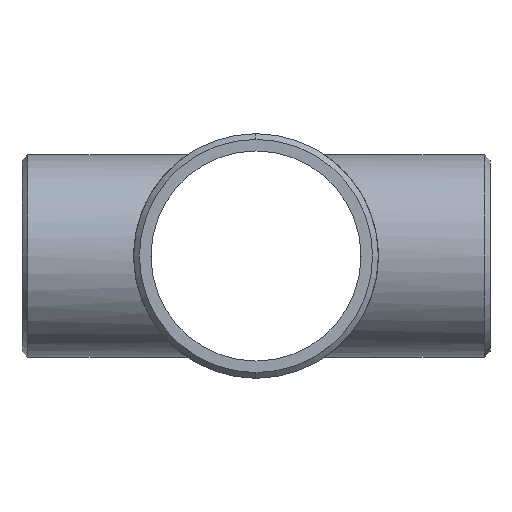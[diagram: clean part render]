
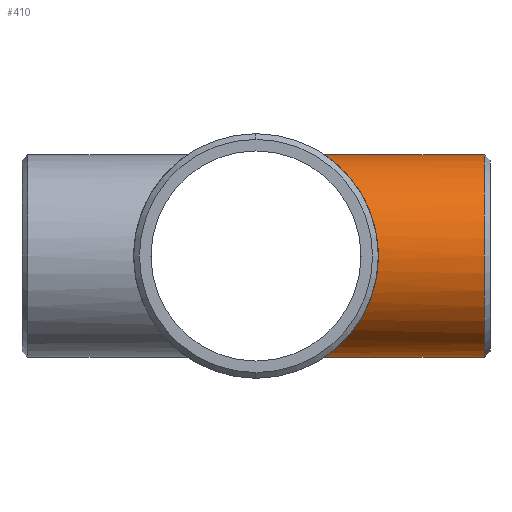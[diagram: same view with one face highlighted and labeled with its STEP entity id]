
A CAD part, left-side view. The second image highlights one B-rep face of the part: STEP entity #410.
In plain terms, the highlighted cylindrical face has radius 30.226 mm (diameter 60.452 mm), a partial arc.
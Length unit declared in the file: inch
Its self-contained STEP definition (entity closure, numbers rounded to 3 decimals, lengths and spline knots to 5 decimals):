
#27 = CARTESIAN_POINT ( 'NONE',  ( -0.37674, -0.88992, 1.12896 ) ) ;
#29 = CARTESIAN_POINT ( 'NONE',  ( 0., -0.80642, -1.19 ) ) ;
#33 = CARTESIAN_POINT ( 'NONE',  ( -0.93292, -1.23284, 0.74258 ) ) ;
#35 = CARTESIAN_POINT ( 'NONE',  ( -0.16462, -0.82281, 1.17874 ) ) ;
#37 = VERTEX_POINT ( 'NONE', #29 ) ;
#39 = CARTESIAN_POINT ( 'NONE',  ( -1.1901, -1.43758, -0.03839 ) ) ;
#43 = VERTEX_POINT ( 'NONE', #517 ) ;
#47 = CARTESIAN_POINT ( 'NONE',  ( -1.05959, -1.33142, -0.54743 ) ) ;
#60 = ORIENTED_EDGE ( 'NONE', *, *, #490, .F. ) ;
#85 = CARTESIAN_POINT ( 'NONE',  ( 0., -2.68233, -1.19 ) ) ;
#121 = CARTESIAN_POINT ( 'NONE',  ( -0.08398, -0.81051, -1.18722 ) ) ;
#123 = EDGE_CURVE ( 'NONE', #43, #37, #462, .T. ) ;
#129 = CARTESIAN_POINT ( 'NONE',  ( -0.95586, -1.25057, -0.70907 ) ) ;
#130 = CARTESIAN_POINT ( 'NONE',  ( 0., -2.75, -1.19 ) ) ;
#131 = CARTESIAN_POINT ( 'NONE',  ( -0.0826, -0.80962, 1.18784 ) ) ;
#135 = CARTESIAN_POINT ( 'NONE',  ( -0.43093, -0.91419, 1.1094 ) ) ;
#137 = CARTESIAN_POINT ( 'NONE',  ( -0.20501, -0.83183, 1.17239 ) ) ;
#141 = CARTESIAN_POINT ( 'NONE',  ( -0.50102, -0.9489, 1.08005 ) ) ;
#147 = CARTESIAN_POINT ( 'NONE',  ( -1.17833, -1.42785, 0.16753 ) ) ;
#186 = CIRCLE ( 'NONE', #585, 1.19 ) ;
#190 = DIRECTION ( 'NONE',  ( 0., 0., -1. ) ) ;
#222 = CARTESIAN_POINT ( 'NONE',  ( -0.96712, -1.2592, -0.69365 ) ) ;
#228 = CARTESIAN_POINT ( 'NONE',  ( -1.05593, -1.32859, 0.55011 ) ) ;
#234 = CARTESIAN_POINT ( 'NONE',  ( -0.53454, -0.96713, 1.06383 ) ) ;
#241 = CARTESIAN_POINT ( 'NONE',  ( -0.34171, -0.87566, -1.14005 ) ) ;
#247 = CARTESIAN_POINT ( 'NONE',  ( -1.18989, -1.43741, 0.0443 ) ) ;
#298 = CYLINDRICAL_SURFACE ( 'NONE', #436, 1.19 ) ;
#318 = CARTESIAN_POINT ( 'NONE',  ( -0.28349, -0.85398, 1.15643 ) ) ;
#323 = CARTESIAN_POINT ( 'NONE',  ( -0.39737, -0.89837, -1.12237 ) ) ;
#329 = CARTESIAN_POINT ( 'NONE',  ( -0.44873, -0.92274, 1.10231 ) ) ;
#333 = ORIENTED_EDGE ( 'NONE', *, *, #343, .T. ) ;
#335 = CARTESIAN_POINT ( 'NONE',  ( -0.02104, -0.80642, -1.19 ) ) ;
#340 = CARTESIAN_POINT ( 'NONE',  ( -0.85976, -1.17863, -0.82357 ) ) ;
#343 = EDGE_CURVE ( 'NONE', #477, #43, #760, .T. ) ;
#347 = CARTESIAN_POINT ( 'NONE',  ( -0.93285, -1.23307, -0.73909 ) ) ;
#353 = VERTEX_POINT ( 'NONE', #85 ) ;
#410 = ADVANCED_FACE ( 'NONE', ( #500 ), #298, .T. ) ;
#425 = CARTESIAN_POINT ( 'NONE',  ( -0.80567, -1.13977, 0.87656 ) ) ;
#431 = CARTESIAN_POINT ( 'NONE',  ( -0.78109, -1.12208, -0.90078 ) ) ;
#436 = AXIS2_PLACEMENT_3D ( 'NONE', #885, #1263, #493 ) ;
#439 = CARTESIAN_POINT ( 'NONE',  ( -1.12137, -1.3812, -0.40034 ) ) ;
#444 = CARTESIAN_POINT ( 'NONE',  ( -1.1795, -1.42882, -0.16318 ) ) ;
#449 = CARTESIAN_POINT ( 'NONE',  ( -1.02168, -1.30129, -0.61494 ) ) ;
#451 = LINE ( 'NONE', #130, #761 ) ;
#462 = B_SPLINE_CURVE_WITH_KNOTS ( 'NONE', 3,
 ( #1015, #1194, #131, #533, #35, #137, #538, #318, #537, #27, #1127, #135, #329, #141, #234, #1120, #921, #1033, #727, #529, #425, #543, #33, #837, #709, #228, #1204, #717, #1218, #1110, #622, #147, #828, #1013, #247, #39, #1025, #444, #1224, #926, #1105, #439, #911, #47, #449, #222, #129, #347, #734, #917, #340, #431, #642, #815, #933, #548, #323, #241, #1115, #616, #722, #629, #1210, #1005, #121, #523, #335, #1019 ),
 .UNSPECIFIED., .F., .F.,
 ( 4, 2, 2, 2, 2, 2, 2, 2, 2, 2, 2, 2, 2, 2, 2, 2, 2, 2, 2, 2, 2, 2, 2, 2, 2, 2, 2, 2, 2, 2, 2, 2, 2, 4 ),
 ( 0.10093, 0.10408, 0.10566, 0.10724, 0.11039, 0.11197, 0.11354, 0.1167, 0.11985, 0.123, 0.12615, 0.13246, 0.13561, 0.13877, 0.14507, 0.14665, 0.14822, 0.15138, 0.15453, 0.15768, 0.16084, 0.16399, 0.17029, 0.17187, 0.17345, 0.1766, 0.1829, 0.18921, 0.19236, 0.19394, 0.19552, 0.19867, 0.20025, 0.20182 ),
 .UNSPECIFIED. ) ;
#477 = VERTEX_POINT ( 'NONE', #723 ) ;
#490 = EDGE_CURVE ( 'NONE', #353, #37, #451, .T. ) ;
#493 = DIRECTION ( 'NONE',  ( 0., 0., -1. ) ) ;
#500 = FACE_OUTER_BOUND ( 'NONE', #1202, .T. ) ;
#517 = CARTESIAN_POINT ( 'NONE',  ( 0., -0.80642, 1.19 ) ) ;
#523 = CARTESIAN_POINT ( 'NONE',  ( -0.04208, -0.80724, -1.18944 ) ) ;
#528 = CARTESIAN_POINT ( 'NONE',  ( 0., -2.68233, 0. ) ) ;
#529 = CARTESIAN_POINT ( 'NONE',  ( -0.77794, -1.12029, 0.90125 ) ) ;
#533 = CARTESIAN_POINT ( 'NONE',  ( -0.14408, -0.81894, 1.18142 ) ) ;
#537 = CARTESIAN_POINT ( 'NONE',  ( -0.32137, -0.86744, 1.14644 ) ) ;
#538 = CARTESIAN_POINT ( 'NONE',  ( -0.22486, -0.83697, 1.16873 ) ) ;
#543 = CARTESIAN_POINT ( 'NONE',  ( -0.88495, -1.1967, 0.79902 ) ) ;
#548 = CARTESIAN_POINT ( 'NONE',  ( -0.43306, -0.91485, -1.10904 ) ) ;
#585 = AXIS2_PLACEMENT_3D ( 'NONE', #528, #916, #190 ) ;
#616 = CARTESIAN_POINT ( 'NONE',  ( -0.28444, -0.85492, -1.15568 ) ) ;
#622 = CARTESIAN_POINT ( 'NONE',  ( -1.17179, -1.42246, 0.20842 ) ) ;
#629 = CARTESIAN_POINT ( 'NONE',  ( -0.2064, -0.83157, -1.17265 ) ) ;
#642 = CARTESIAN_POINT ( 'NONE',  ( -0.72446, -1.083, -0.94696 ) ) ;
#644 = DIRECTION ( 'NONE',  ( 0., 1., 0. ) ) ;
#666 = CARTESIAN_POINT ( 'NONE',  ( 0., -2.75, 1.19 ) ) ;
#671 = VECTOR ( 'NONE', #685, 39.37008 ) ;
#685 = DIRECTION ( 'NONE',  ( 0., 1., 0. ) ) ;
#709 = CARTESIAN_POINT ( 'NONE',  ( -1.01791, -1.29858, 0.61763 ) ) ;
#717 = CARTESIAN_POINT ( 'NONE',  ( -1.12146, -1.38117, 0.40584 ) ) ;
#722 = CARTESIAN_POINT ( 'NONE',  ( -0.2651, -0.84866, -1.16027 ) ) ;
#723 = CARTESIAN_POINT ( 'NONE',  ( 0., -2.68233, 1.19 ) ) ;
#727 = CARTESIAN_POINT ( 'NONE',  ( -0.7209, -1.08146, 0.9475 ) ) ;
#734 = CARTESIAN_POINT ( 'NONE',  ( -0.92107, -1.22418, -0.75371 ) ) ;
#760 = LINE ( 'NONE', #666, #671 ) ;
#761 = VECTOR ( 'NONE', #644, 39.37008 ) ;
#781 = ORIENTED_EDGE ( 'NONE', *, *, #123, .T. ) ;
#815 = CARTESIAN_POINT ( 'NONE',  ( -0.60153, -1.00493, -1.02944 ) ) ;
#828 = CARTESIAN_POINT ( 'NONE',  ( -1.18106, -1.43011, 0.14705 ) ) ;
#837 = CARTESIAN_POINT ( 'NONE',  ( -0.99758, -1.28269, 0.64988 ) ) ;
#841 = EDGE_CURVE ( 'NONE', #353, #477, #186, .T. ) ;
#885 = CARTESIAN_POINT ( 'NONE',  ( 0., -2.75, 0. ) ) ;
#911 = CARTESIAN_POINT ( 'NONE',  ( -1.10707, -1.36961, -0.43826 ) ) ;
#916 = DIRECTION ( 'NONE',  ( 0., 1., 0. ) ) ;
#917 = CARTESIAN_POINT ( 'NONE',  ( -0.88492, -1.19714, -0.7965 ) ) ;
#921 = CARTESIAN_POINT ( 'NONE',  ( -0.63073, -1.02351, 1.00976 ) ) ;
#926 = CARTESIAN_POINT ( 'NONE',  ( -1.15633, -1.40974, -0.28405 ) ) ;
#933 = CARTESIAN_POINT ( 'NONE',  ( -0.53678, -0.96688, -1.06472 ) ) ;
#960 = ORIENTED_EDGE ( 'NONE', *, *, #841, .T. ) ;
#1005 = CARTESIAN_POINT ( 'NONE',  ( -0.10484, -0.81295, -1.18555 ) ) ;
#1013 = CARTESIAN_POINT ( 'NONE',  ( -1.18764, -1.43555, 0.08549 ) ) ;
#1015 = CARTESIAN_POINT ( 'NONE',  ( 0., -0.80642, 1.19 ) ) ;
#1019 = CARTESIAN_POINT ( 'NONE',  ( 0., -0.80642, -1.19 ) ) ;
#1025 = CARTESIAN_POINT ( 'NONE',  ( -1.18805, -1.43589, -0.07991 ) ) ;
#1033 = CARTESIAN_POINT ( 'NONE',  ( -0.69148, -1.06203, 0.96917 ) ) ;
#1105 = CARTESIAN_POINT ( 'NONE',  ( -1.14595, -1.40124, -0.3233 ) ) ;
#1110 = CARTESIAN_POINT ( 'NONE',  ( -1.16796, -1.41931, 0.22888 ) ) ;
#1115 = CARTESIAN_POINT ( 'NONE',  ( -0.32274, -0.86842, -1.14557 ) ) ;
#1120 = CARTESIAN_POINT ( 'NONE',  ( -0.5994, -1.00443, 1.02868 ) ) ;
#1127 = CARTESIAN_POINT ( 'NONE',  ( -0.39495, -0.8978, 1.12271 ) ) ;
#1194 = CARTESIAN_POINT ( 'NONE',  ( -0.04141, -0.80642, 1.19 ) ) ;
#1202 = EDGE_LOOP ( 'NONE', ( #960, #333, #781, #60 ) ) ;
#1204 = CARTESIAN_POINT ( 'NONE',  ( -1.07369, -1.34277, 0.51464 ) ) ;
#1210 = CARTESIAN_POINT ( 'NONE',  ( -0.16641, -0.82241, -1.17903 ) ) ;
#1218 = CARTESIAN_POINT ( 'NONE',  ( -1.14641, -1.4016, 0.32958 ) ) ;
#1224 = CARTESIAN_POINT ( 'NONE',  ( -1.1731, -1.42353, -0.20399 ) ) ;
#1263 = DIRECTION ( 'NONE',  ( 0., 1., 0. ) ) ;
